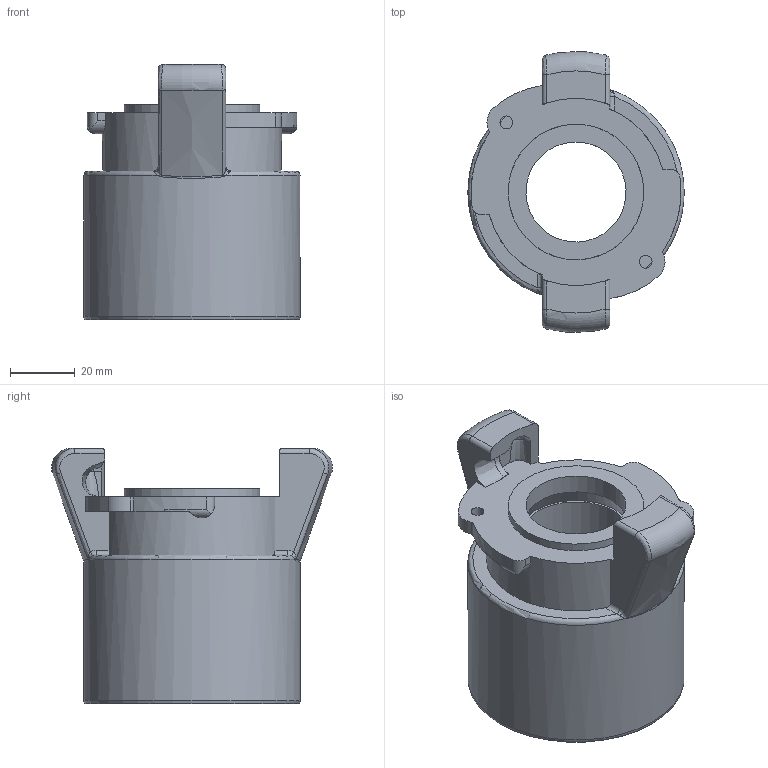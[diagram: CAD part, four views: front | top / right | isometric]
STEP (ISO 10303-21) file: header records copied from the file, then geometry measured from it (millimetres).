
FILE_DESCRIPTION(/* description */ (''),/* implementation_level */ '2;1');
FILE_NAME(/* name */ 'sk_60_t.stp',/* time_stamp */ '2020-04-28T07:23:15+02:00',/* author */ ('schnellinger'),/* organization */ (''),/* preprocessor_version */ 'ST-DEVELOPER v17',/* originating_system */ 'Autodesk Inventor 2018',/* authorisation */ '0 mm^3');
FILE_SCHEMA (('AUTOMOTIVE_DESIGN { 1 0 10303 214 3 1 1 }'));
Length unit declared in the file: millimetre
Products named in the file (1): 20050921G0000000-00_Shrinkwrap_1
Bounding box: 67 x 86.99 x 79 mm (x, y, z)
Volume: 97518 mm3; surface area: 38069.6 mm2
Topology: 2 solids, 2 shells, 124 faces, 328 edges, 210 vertices
Faces by surface type: cylinder 44, bspline 36, plane 32, torus 8, cone 4
Full cylindrical faces by diameter (mm): 4 x2, 31 x1, 33 x1, 42 x2, 48.5 x1, 49 x1, 56.656 x1, 67 x1
Entity records: 7726 total; most frequent: CARTESIAN_POINT 4707, ORIENTED_EDGE 652, DIRECTION 504, EDGE_CURVE 326, VERTEX_POINT 210, AXIS2_PLACEMENT_3D 207, EDGE_LOOP 136, STYLED_ITEM 126
